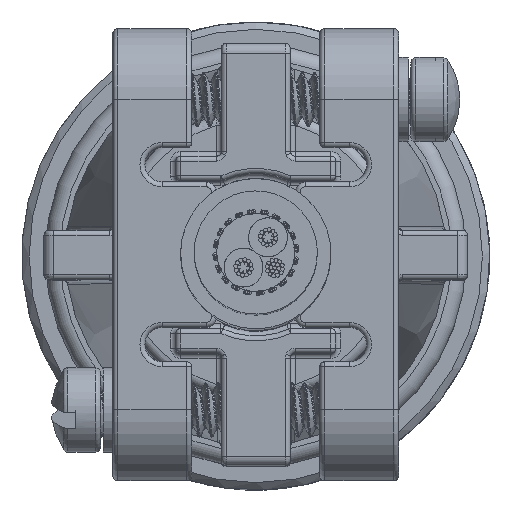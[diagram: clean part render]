
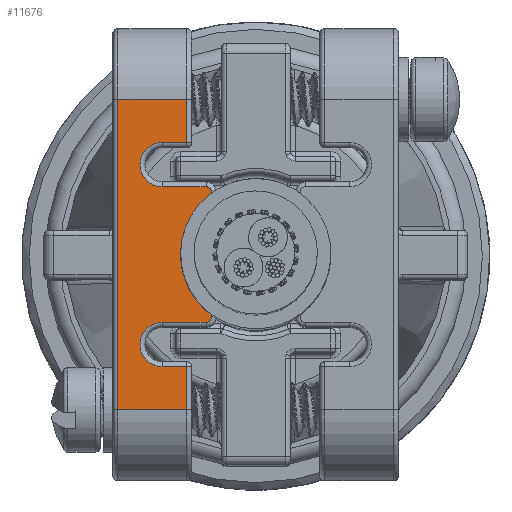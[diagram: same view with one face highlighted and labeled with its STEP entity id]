
A CAD part, top view. The second image highlights one B-rep face of the part: STEP entity #11676.
In plain terms, the highlighted planar face has unit normal (0, 0, 1).
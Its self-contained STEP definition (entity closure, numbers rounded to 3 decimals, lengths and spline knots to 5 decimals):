
#553=LINE('',#38160,#841);
#555=LINE('',#38170,#843);
#556=LINE('',#38174,#844);
#557=LINE('',#38176,#845);
#558=LINE('',#38177,#846);
#559=LINE('',#38179,#847);
#560=LINE('',#38181,#848);
#561=LINE('',#38183,#849);
#562=LINE('',#38187,#850);
#841=VECTOR('',#16645,0.3937);
#843=VECTOR('',#16659,0.3937);
#844=VECTOR('',#16662,0.3937);
#845=VECTOR('',#16663,0.3937);
#846=VECTOR('',#16664,0.3937);
#847=VECTOR('',#16665,0.3937);
#848=VECTOR('',#16666,0.3937);
#849=VECTOR('',#16667,0.3937);
#850=VECTOR('',#16670,0.3937);
#2850=FACE_OUTER_BOUND('',#3680,.T.);
#3680=EDGE_LOOP('',(#10525,#10526,#10527,#10528,#10529,#10530,#10531,#10532,
#10533,#10534,#10535,#10536,#10537,#10538));
#4260=CIRCLE('',#12413,0.1525);
#4689=CIRCLE('',#13174,0.01077);
#4731=CIRCLE('',#13253,0.045);
#4732=CIRCLE('',#13254,0.045);
#4733=CIRCLE('',#13255,0.01077);
#5231=VERTEX_POINT('',#20893);
#5232=VERTEX_POINT('',#20906);
#5723=VERTEX_POINT('',#31275);
#5798=VERTEX_POINT('',#38150);
#5800=VERTEX_POINT('',#38156);
#5803=VERTEX_POINT('',#38169);
#5804=VERTEX_POINT('',#38171);
#5805=VERTEX_POINT('',#38173);
#5806=VERTEX_POINT('',#38175);
#5807=VERTEX_POINT('',#38178);
#5808=VERTEX_POINT('',#38180);
#5809=VERTEX_POINT('',#38182);
#5810=VERTEX_POINT('',#38184);
#5811=VERTEX_POINT('',#38186);
#6441=EDGE_CURVE('',#5232,#5231,#4260,.T.);
#7262=EDGE_CURVE('',#5723,#5231,#4689,.T.);
#7370=EDGE_CURVE('',#5798,#5800,#553,.T.);
#7375=EDGE_CURVE('',#5803,#5723,#555,.T.);
#7376=EDGE_CURVE('',#5804,#5803,#4731,.T.);
#7377=EDGE_CURVE('',#5805,#5804,#556,.T.);
#7378=EDGE_CURVE('',#5806,#5805,#557,.T.);
#7379=EDGE_CURVE('',#5800,#5806,#558,.T.);
#7380=EDGE_CURVE('',#5798,#5807,#559,.T.);
#7381=EDGE_CURVE('',#5808,#5807,#560,.T.);
#7382=EDGE_CURVE('',#5809,#5808,#561,.T.);
#7383=EDGE_CURVE('',#5810,#5809,#4732,.T.);
#7384=EDGE_CURVE('',#5811,#5810,#562,.T.);
#7385=EDGE_CURVE('',#5232,#5811,#4733,.T.);
#10525=ORIENTED_EDGE('',*,*,#6441,.T.);
#10526=ORIENTED_EDGE('',*,*,#7262,.F.);
#10527=ORIENTED_EDGE('',*,*,#7375,.F.);
#10528=ORIENTED_EDGE('',*,*,#7376,.F.);
#10529=ORIENTED_EDGE('',*,*,#7377,.F.);
#10530=ORIENTED_EDGE('',*,*,#7378,.F.);
#10531=ORIENTED_EDGE('',*,*,#7379,.F.);
#10532=ORIENTED_EDGE('',*,*,#7370,.F.);
#10533=ORIENTED_EDGE('',*,*,#7380,.T.);
#10534=ORIENTED_EDGE('',*,*,#7381,.F.);
#10535=ORIENTED_EDGE('',*,*,#7382,.F.);
#10536=ORIENTED_EDGE('',*,*,#7383,.F.);
#10537=ORIENTED_EDGE('',*,*,#7384,.F.);
#10538=ORIENTED_EDGE('',*,*,#7385,.F.);
#11042=PLANE('',#13252);
#11676=ADVANCED_FACE('',(#2850),#11042,.T.);
#12413=AXIS2_PLACEMENT_3D('',#20907,#14738,#14739);
#13174=AXIS2_PLACEMENT_3D('',#31277,#16482,#16483);
#13252=AXIS2_PLACEMENT_3D('',#38168,#16657,#16658);
#13253=AXIS2_PLACEMENT_3D('',#38172,#16660,#16661);
#13254=AXIS2_PLACEMENT_3D('',#38185,#16668,#16669);
#13255=AXIS2_PLACEMENT_3D('',#38188,#16671,#16672);
#14738=DIRECTION('center_axis',(0.,0.,
-1.));
#14739=DIRECTION('ref_axis',(0.654,0.757,0.));
#16482=DIRECTION('center_axis',(0.,0.,
-1.));
#16483=DIRECTION('ref_axis',(0.887,0.461,0.));
#16645=DIRECTION('',(0.,1.,0.));
#16657=DIRECTION('center_axis',(0.,0.,
1.));
#16658=DIRECTION('ref_axis',(0.,-1.,0.));
#16659=DIRECTION('',(1.,0.,0.));
#16660=DIRECTION('center_axis',(0.,0.,
1.));
#16661=DIRECTION('ref_axis',(-1.,0.,0.));
#16662=DIRECTION('',(-1.,0.,0.));
#16663=DIRECTION('',(0.,-1.,0.));
#16664=DIRECTION('',(1.,0.,0.));
#16665=DIRECTION('',(1.,0.,0.));
#16666=DIRECTION('',(0.,-1.,0.));
#16667=DIRECTION('',(1.,0.,0.));
#16668=DIRECTION('center_axis',(0.,0.,
1.));
#16669=DIRECTION('ref_axis',(-1.,0.,0.));
#16670=DIRECTION('',(-1.,0.,0.));
#16671=DIRECTION('center_axis',(0.,0.,
-1.));
#16672=DIRECTION('ref_axis',(0.887,-0.461,0.));
#20893=CARTESIAN_POINT('',(-0.09088,0.12246,2.046));
#20906=CARTESIAN_POINT('',(-0.09088,-0.12246,2.046));
#20907=CARTESIAN_POINT('Origin',(0.,0.,
2.046));
#31275=CARTESIAN_POINT('',(-0.10077,0.1375,2.046));
#31277=CARTESIAN_POINT('Origin',(-0.10077,0.12673,2.046));
#38150=CARTESIAN_POINT('',(-0.28,-0.315,2.046));
#38156=CARTESIAN_POINT('',(-0.28,0.315,2.046));
#38160=CARTESIAN_POINT('',(-0.28,-0.1575,2.046));
#38168=CARTESIAN_POINT('Origin',(-0.29,-0.315,
2.046));
#38169=CARTESIAN_POINT('',(-0.19,0.1375,2.046));
#38170=CARTESIAN_POINT('',(-0.24,0.1375,2.046));
#38171=CARTESIAN_POINT('',(-0.19,0.2275,2.046));
#38172=CARTESIAN_POINT('Origin',(-0.19,0.1825,2.046));
#38173=CARTESIAN_POINT('',(-0.14,0.2275,2.046));
#38174=CARTESIAN_POINT('',(-0.21,0.2275,2.046));
#38175=CARTESIAN_POINT('',(-0.14,0.315,2.046));
#38176=CARTESIAN_POINT('',(-0.14,0.072,2.046));
#38177=CARTESIAN_POINT('',(-0.29,0.315,2.046));
#38178=CARTESIAN_POINT('',(-0.14,-0.315,2.046));
#38179=CARTESIAN_POINT('',(-0.29,-0.315,2.046));
#38180=CARTESIAN_POINT('',(-0.14,-0.2275,2.046));
#38181=CARTESIAN_POINT('',(-0.14,-0.26625,2.046));
#38182=CARTESIAN_POINT('',(-0.19,-0.2275,2.046));
#38183=CARTESIAN_POINT('',(-0.24,-0.2275,2.046));
#38184=CARTESIAN_POINT('',(-0.19,-0.1375,2.046));
#38185=CARTESIAN_POINT('Origin',(-0.19,-0.1825,
2.046));
#38186=CARTESIAN_POINT('',(-0.10077,-0.1375,2.046));
#38187=CARTESIAN_POINT('',(-0.19538,-0.1375,2.046));
#38188=CARTESIAN_POINT('Origin',(-0.10077,-0.12673,
2.046));
